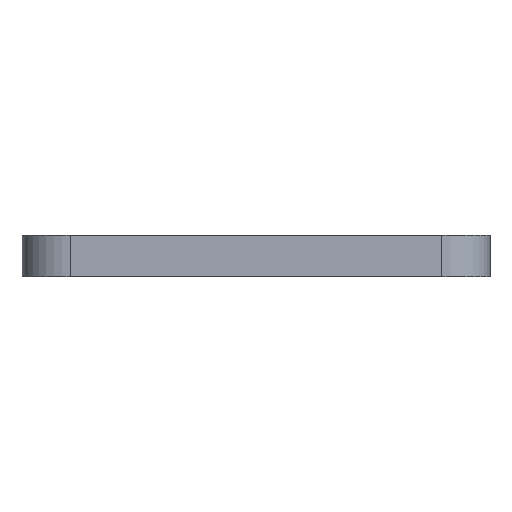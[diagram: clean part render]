
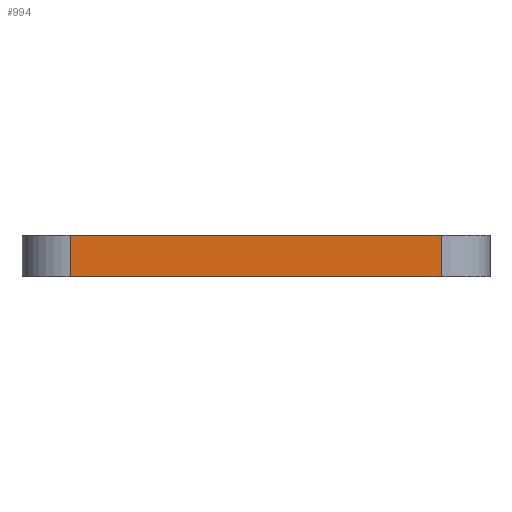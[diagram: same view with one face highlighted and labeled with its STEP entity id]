
A CAD part, front view. The second image highlights one B-rep face of the part: STEP entity #994.
In plain terms, the highlighted planar face has unit normal (0, -1, 0).
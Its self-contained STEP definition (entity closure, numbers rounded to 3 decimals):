
#33 = PLANE ( 'NONE',  #205 ) ;
#35 = CARTESIAN_POINT ( 'NONE',  ( 0., 0., 30. ) ) ;
#36 = DIRECTION ( 'NONE',  ( 0., 1., 0. ) ) ;
#37 = DIRECTION ( 'NONE',  ( 0., 0., 1. ) ) ;
#57 = CARTESIAN_POINT ( 'NONE',  ( 0., 0., 0. ) ) ;
#58 = DIRECTION ( 'NONE',  ( 1., 0., 0. ) ) ;
#91 = DIRECTION ( 'NONE',  ( 1., 0., 0. ) ) ;
#98 = CARTESIAN_POINT ( 'NONE',  ( 0., 0., 30. ) ) ;
#116 = CARTESIAN_POINT ( 'NONE',  ( 305., 0., 30. ) ) ;
#117 = DIRECTION ( 'NONE',  ( 0., 0., 1. ) ) ;
#124 = DIRECTION ( 'NONE',  ( 0., 0., -1. ) ) ;
#131 = CARTESIAN_POINT ( 'NONE',  ( 35., 0., 30. ) ) ;
#205 = AXIS2_PLACEMENT_3D ( 'NONE', #35, #36, #37 ) ;
#290 = EDGE_CURVE ( 'NONE', #894, #905, #1157, .T. ) ;
#303 = EDGE_CURVE ( 'NONE', #918, #903, #1150, .T. ) ;
#324 = EDGE_CURVE ( 'NONE', #918, #894, #1000, .T. ) ;
#398 = EDGE_CURVE ( 'NONE', #905, #903, #1057, .T. ) ;
#485 = CARTESIAN_POINT ( 'NONE',  ( 35., 0., 30. ) ) ;
#523 = CARTESIAN_POINT ( 'NONE',  ( 305., 0., 30. ) ) ;
#527 = CARTESIAN_POINT ( 'NONE',  ( 35., 0., 0. ) ) ;
#532 = CARTESIAN_POINT ( 'NONE',  ( 305., 0., 0. ) ) ;
#626 = FACE_OUTER_BOUND ( 'NONE', #729, .T. ) ;
#694 = ORIENTED_EDGE ( 'NONE', *, *, #324, .T. ) ;
#709 = ORIENTED_EDGE ( 'NONE', *, *, #398, .T. ) ;
#723 = ORIENTED_EDGE ( 'NONE', *, *, #290, .T. ) ;
#729 = EDGE_LOOP ( 'NONE', ( #723, #709, #752, #694 ) ) ;
#752 = ORIENTED_EDGE ( 'NONE', *, *, #303, .F. ) ;
#894 = VERTEX_POINT ( 'NONE', #527 ) ;
#903 = VERTEX_POINT ( 'NONE', #523 ) ;
#905 = VERTEX_POINT ( 'NONE', #532 ) ;
#918 = VERTEX_POINT ( 'NONE', #485 ) ;
#994 = ADVANCED_FACE ( 'NONE', ( #626 ), #33, .F. ) ;
#1000 = LINE ( 'NONE', #131, #1109 ) ;
#1057 = LINE ( 'NONE', #116, #1077 ) ;
#1077 = VECTOR ( 'NONE', #117, 1000. ) ;
#1109 = VECTOR ( 'NONE', #124, 1000. ) ;
#1116 = VECTOR ( 'NONE', #91, 1000. ) ;
#1137 = VECTOR ( 'NONE', #58, 1000. ) ;
#1150 = LINE ( 'NONE', #98, #1116 ) ;
#1157 = LINE ( 'NONE', #57, #1137 ) ;
